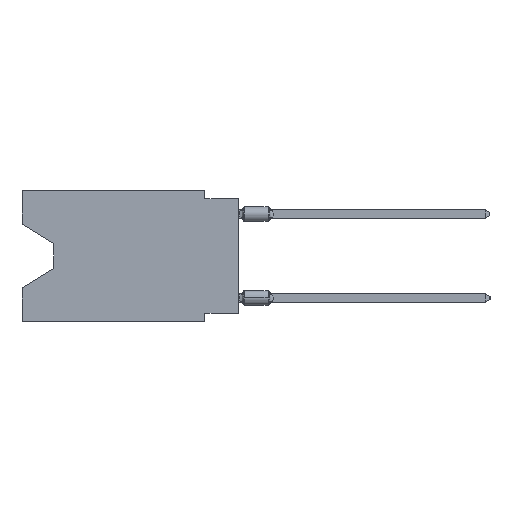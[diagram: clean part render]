
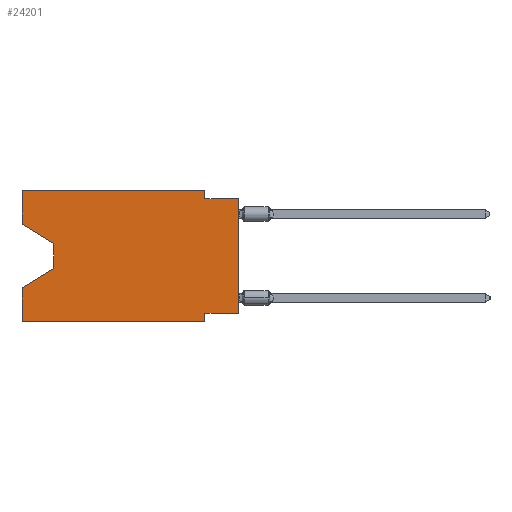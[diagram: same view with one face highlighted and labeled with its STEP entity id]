
A CAD part, left-side view. The second image highlights one B-rep face of the part: STEP entity #24201.
In plain terms, the highlighted planar face has unit normal (-1, 0, 0).
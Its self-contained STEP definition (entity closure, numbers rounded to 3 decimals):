
#73 = CARTESIAN_POINT ( 'NONE',  ( 0., 2.54, -9.271 ) ) ;
#1016 = DIRECTION ( 'NONE',  ( 0., -0.855, -0.519 ) ) ;
#1613 = EDGE_CURVE ( 'NONE', #25878, #13534, #7778, .T. ) ;
#1778 = DIRECTION ( 'NONE',  ( 0., 0.855, -0.519 ) ) ;
#2021 = CARTESIAN_POINT ( 'NONE',  ( 0., 16.383, -2.546 ) ) ;
#2196 = ORIENTED_EDGE ( 'NONE', *, *, #23756, .T. ) ;
#2718 = CARTESIAN_POINT ( 'NONE',  ( 0., 0., -0.635 ) ) ;
#3173 = CARTESIAN_POINT ( 'NONE',  ( 0., 0., -9.271 ) ) ;
#4113 = CARTESIAN_POINT ( 'NONE',  ( 0., 2.54, 0. ) ) ;
#4920 = ORIENTED_EDGE ( 'NONE', *, *, #23579, .F. ) ;
#5720 = EDGE_LOOP ( 'NONE', ( #44160, #40724, #2196, #32290, #41347, #10232, #20798, #17780, #23052, #33360, #15643, #4920 ) ) ;
#6109 = EDGE_CURVE ( 'NONE', #40341, #25878, #46598, .T. ) ;
#6368 = VECTOR ( 'NONE', #1778, 1000. ) ;
#6418 = VECTOR ( 'NONE', #45290, 1000. ) ;
#6836 = DIRECTION ( 'NONE',  ( 0., 0., 1. ) ) ;
#7286 = CARTESIAN_POINT ( 'NONE',  ( 0., 0., -0.635 ) ) ;
#7567 = CARTESIAN_POINT ( 'NONE',  ( 0., 16.383, -2.546 ) ) ;
#7778 = LINE ( 'NONE', #7286, #6418 ) ;
#9058 = VERTEX_POINT ( 'NONE', #13853 ) ;
#9738 = VERTEX_POINT ( 'NONE', #16234 ) ;
#9818 = DIRECTION ( 'NONE',  ( 0., 0., -1. ) ) ;
#9847 = VECTOR ( 'NONE', #9818, 1000. ) ;
#10232 = ORIENTED_EDGE ( 'NONE', *, *, #33830, .F. ) ;
#10586 = VECTOR ( 'NONE', #32140, 1000. ) ;
#10805 = LINE ( 'NONE', #14311, #36180 ) ;
#11829 = DIRECTION ( 'NONE',  ( 0., -1., 0. ) ) ;
#12569 = EDGE_CURVE ( 'NONE', #42920, #32329, #21351, .T. ) ;
#13480 = DIRECTION ( 'NONE',  ( 0., 0., -1. ) ) ;
#13534 = VERTEX_POINT ( 'NONE', #2718 ) ;
#13781 = CARTESIAN_POINT ( 'NONE',  ( 0., 13.97, -5.893 ) ) ;
#13820 = DIRECTION ( 'NONE',  ( 0., 0., 1. ) ) ;
#13853 = CARTESIAN_POINT ( 'NONE',  ( 0., 2.54, -9.906 ) ) ;
#14311 = CARTESIAN_POINT ( 'NONE',  ( 0., 0., 0. ) ) ;
#15643 = ORIENTED_EDGE ( 'NONE', *, *, #36821, .F. ) ;
#15833 = LINE ( 'NONE', #31086, #38625 ) ;
#16234 = CARTESIAN_POINT ( 'NONE',  ( 0., 16.383, 0. ) ) ;
#17780 = ORIENTED_EDGE ( 'NONE', *, *, #33862, .T. ) ;
#17975 = PLANE ( 'NONE',  #22400 ) ;
#18314 = LINE ( 'NONE', #32584, #9847 ) ;
#20282 = LINE ( 'NONE', #2021, #42826 ) ;
#20543 = DIRECTION ( 'NONE',  ( 0., 0., 1. ) ) ;
#20749 = EDGE_CURVE ( 'NONE', #26340, #27515, #20282, .T. ) ;
#20792 = DIRECTION ( 'NONE',  ( 0., 0., -1. ) ) ;
#20798 = ORIENTED_EDGE ( 'NONE', *, *, #12569, .F. ) ;
#20976 = FACE_OUTER_BOUND ( 'NONE', #5720, .T. ) ;
#21281 = CARTESIAN_POINT ( 'NONE',  ( 0., 13.97, -4.013 ) ) ;
#21351 = LINE ( 'NONE', #36598, #37827 ) ;
#21596 = DIRECTION ( 'NONE',  ( 0., 1., 0. ) ) ;
#22400 = AXIS2_PLACEMENT_3D ( 'NONE', #36712, #32491, #13480 ) ;
#23052 = ORIENTED_EDGE ( 'NONE', *, *, #1613, .F. ) ;
#23140 = CARTESIAN_POINT ( 'NONE',  ( 0., 16.383, -9.906 ) ) ;
#23579 = EDGE_CURVE ( 'NONE', #26340, #9738, #30618, .T. ) ;
#23742 = EDGE_CURVE ( 'NONE', #27515, #25356, #40526, .T. ) ;
#23756 = EDGE_CURVE ( 'NONE', #25356, #37697, #33293, .T. ) ;
#24201 = ADVANCED_FACE ( 'NONE', ( #20976 ), #17975, .F. ) ;
#25356 = VERTEX_POINT ( 'NONE', #38307 ) ;
#25427 = CARTESIAN_POINT ( 'NONE',  ( 0., 2.54, -0.635 ) ) ;
#25878 = VERTEX_POINT ( 'NONE', #25427 ) ;
#26340 = VERTEX_POINT ( 'NONE', #7567 ) ;
#27515 = VERTEX_POINT ( 'NONE', #44736 ) ;
#29449 = VECTOR ( 'NONE', #6836, 1000. ) ;
#30618 = LINE ( 'NONE', #47287, #32754 ) ;
#30630 = DIRECTION ( 'NONE',  ( 0., 0., -1. ) ) ;
#31086 = CARTESIAN_POINT ( 'NONE',  ( 0., 16.383, 0. ) ) ;
#32140 = DIRECTION ( 'NONE',  ( 0., -1., 0. ) ) ;
#32153 = EDGE_CURVE ( 'NONE', #36276, #9058, #47626, .T. ) ;
#32290 = ORIENTED_EDGE ( 'NONE', *, *, #46250, .F. ) ;
#32329 = VERTEX_POINT ( 'NONE', #73 ) ;
#32491 = DIRECTION ( 'NONE',  ( 1., 0., 0. ) ) ;
#32584 = CARTESIAN_POINT ( 'NONE',  ( 0., 2.54, -9.906 ) ) ;
#32754 = VECTOR ( 'NONE', #20543, 1000. ) ;
#33293 = LINE ( 'NONE', #13781, #6368 ) ;
#33360 = ORIENTED_EDGE ( 'NONE', *, *, #6109, .F. ) ;
#33391 = VECTOR ( 'NONE', #30630, 1000. ) ;
#33821 = CARTESIAN_POINT ( 'NONE',  ( 0., 16.383, 0. ) ) ;
#33830 = EDGE_CURVE ( 'NONE', #32329, #9058, #18314, .T. ) ;
#33862 = EDGE_CURVE ( 'NONE', #42920, #13534, #10805, .T. ) ;
#35872 = CARTESIAN_POINT ( 'NONE',  ( 0., 16.383, -9.906 ) ) ;
#36180 = VECTOR ( 'NONE', #13820, 1000. ) ;
#36276 = VERTEX_POINT ( 'NONE', #23140 ) ;
#36598 = CARTESIAN_POINT ( 'NONE',  ( 0., 0., -9.271 ) ) ;
#36712 = CARTESIAN_POINT ( 'NONE',  ( 0., 16.383, 0. ) ) ;
#36821 = EDGE_CURVE ( 'NONE', #9738, #40341, #15833, .T. ) ;
#37697 = VERTEX_POINT ( 'NONE', #43646 ) ;
#37827 = VECTOR ( 'NONE', #21596, 1000. ) ;
#38307 = CARTESIAN_POINT ( 'NONE',  ( 0., 13.97, -5.893 ) ) ;
#38625 = VECTOR ( 'NONE', #11829, 1000. ) ;
#40341 = VERTEX_POINT ( 'NONE', #41731 ) ;
#40526 = LINE ( 'NONE', #21281, #48694 ) ;
#40724 = ORIENTED_EDGE ( 'NONE', *, *, #23742, .T. ) ;
#41318 = LINE ( 'NONE', #33821, #29449 ) ;
#41347 = ORIENTED_EDGE ( 'NONE', *, *, #32153, .T. ) ;
#41731 = CARTESIAN_POINT ( 'NONE',  ( 0., 2.54, 0. ) ) ;
#42826 = VECTOR ( 'NONE', #1016, 1000. ) ;
#42920 = VERTEX_POINT ( 'NONE', #3173 ) ;
#43646 = CARTESIAN_POINT ( 'NONE',  ( 0., 16.383, -7.36 ) ) ;
#44160 = ORIENTED_EDGE ( 'NONE', *, *, #20749, .T. ) ;
#44736 = CARTESIAN_POINT ( 'NONE',  ( 0., 13.97, -4.013 ) ) ;
#45290 = DIRECTION ( 'NONE',  ( 0., -1., 0. ) ) ;
#46250 = EDGE_CURVE ( 'NONE', #36276, #37697, #41318, .T. ) ;
#46598 = LINE ( 'NONE', #4113, #33391 ) ;
#47287 = CARTESIAN_POINT ( 'NONE',  ( 0., 16.383, 0. ) ) ;
#47626 = LINE ( 'NONE', #35872, #10586 ) ;
#48694 = VECTOR ( 'NONE', #20792, 1000. ) ;
